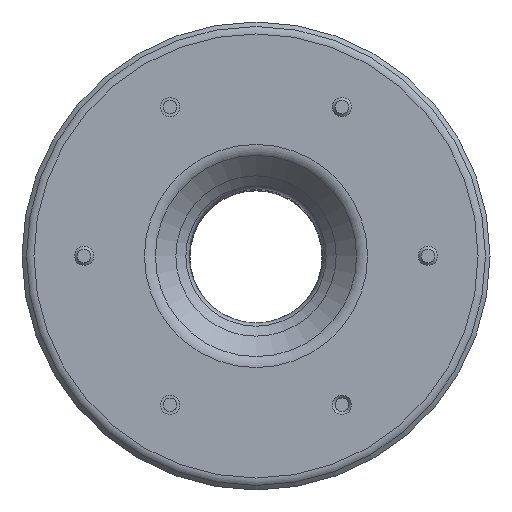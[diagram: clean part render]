
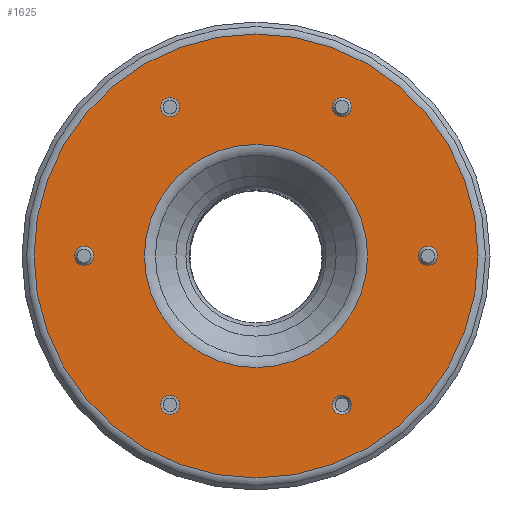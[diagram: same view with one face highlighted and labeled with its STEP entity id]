
A CAD part, top view. The second image highlights one B-rep face of the part: STEP entity #1625.
In plain terms, the highlighted planar face has unit normal (0, 0, 1).
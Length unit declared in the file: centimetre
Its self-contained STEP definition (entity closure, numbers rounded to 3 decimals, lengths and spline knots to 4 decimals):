
#25=FACE_BOUND('',#312,.T.);
#55=PLANE('',#2130);
#173=FACE_OUTER_BOUND('',#311,.T.);
#311=EDGE_LOOP('',(#1305));
#312=EDGE_LOOP('',(#1306));
#446=CIRCLE('',#2128,58.4079);
#448=CIRCLE('',#2131,116.236);
#590=VERTEX_POINT('',#3317);
#591=VERTEX_POINT('',#3321);
#829=EDGE_CURVE('',#590,#590,#446,.T.);
#831=EDGE_CURVE('',#591,#591,#448,.T.);
#1305=ORIENTED_EDGE('',*,*,#831,.F.);
#1306=ORIENTED_EDGE('',*,*,#829,.T.);
#1625=ADVANCED_FACE('',(#173,#25),#55,.T.);
#2128=AXIS2_PLACEMENT_3D('',#3318,#2746,#2747);
#2130=AXIS2_PLACEMENT_3D('',#3320,#2750,#2751);
#2131=AXIS2_PLACEMENT_3D('',#3322,#2752,#2753);
#2746=DIRECTION('center_axis',(0.,0.,-1.));
#2747=DIRECTION('ref_axis',(1.,0.,0.));
#2750=DIRECTION('center_axis',(0.,0.,1.));
#2751=DIRECTION('ref_axis',(0.,-1.,0.));
#2752=DIRECTION('center_axis',(0.,0.,-1.));
#2753=DIRECTION('ref_axis',(1.,0.,0.));
#3317=CARTESIAN_POINT('',(0.,-58.4079,315.));
#3318=CARTESIAN_POINT('Origin',(0.,0.,
315.));
#3320=CARTESIAN_POINT('Origin',(-116.236,0.,
315.));
#3321=CARTESIAN_POINT('',(0.,-116.236,315.));
#3322=CARTESIAN_POINT('Origin',(0.,0.,
315.));
